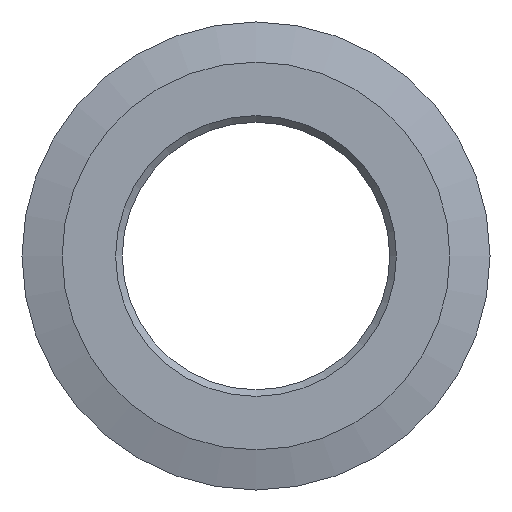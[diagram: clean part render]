
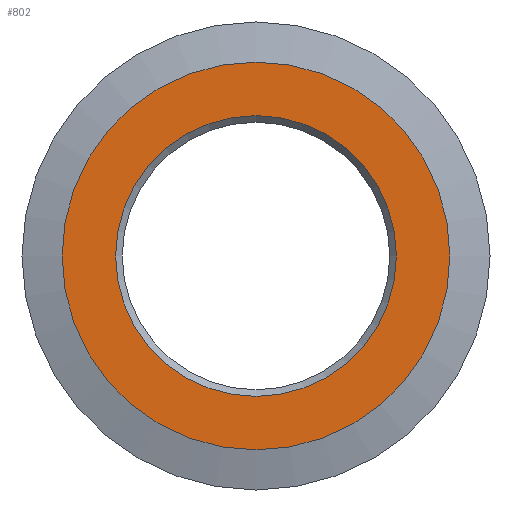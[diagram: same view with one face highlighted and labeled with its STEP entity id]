
A CAD part, front view. The second image highlights one B-rep face of the part: STEP entity #802.
In plain terms, the highlighted planar face has unit normal (0, -1, 0).
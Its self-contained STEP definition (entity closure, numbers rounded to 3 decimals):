
#25=FACE_BOUND('',#90,.T.);
#29=PLANE('',#879);
#49=FACE_OUTER_BOUND('',#89,.T.);
#89=EDGE_LOOP('',(#531,#532));
#90=EDGE_LOOP('',(#533));
#190=CIRCLE('',#878,10.5);
#191=CIRCLE('',#880,14.5);
#192=CIRCLE('',#881,14.5);
#290=VERTEX_POINT('',#1346);
#291=VERTEX_POINT('',#1350);
#292=VERTEX_POINT('',#1351);
#387=EDGE_CURVE('',#290,#290,#190,.T.);
#388=EDGE_CURVE('',#291,#292,#191,.T.);
#389=EDGE_CURVE('',#292,#291,#192,.T.);
#531=ORIENTED_EDGE('',*,*,#388,.T.);
#532=ORIENTED_EDGE('',*,*,#389,.T.);
#533=ORIENTED_EDGE('',*,*,#387,.F.);
#802=ADVANCED_FACE('',(#49,#25),#29,.T.);
#878=AXIS2_PLACEMENT_3D('',#1348,#1051,#1052);
#879=AXIS2_PLACEMENT_3D('',#1349,#1053,#1054);
#880=AXIS2_PLACEMENT_3D('',#1352,#1055,#1056);
#881=AXIS2_PLACEMENT_3D('',#1353,#1057,#1058);
#1051=DIRECTION('center_axis',(0.,-1.,0.));
#1052=DIRECTION('ref_axis',(-1.,0.,0.));
#1053=DIRECTION('center_axis',(0.,-1.,0.));
#1054=DIRECTION('ref_axis',(0.,0.,-1.));
#1055=DIRECTION('center_axis',(0.,-1.,0.));
#1056=DIRECTION('ref_axis',(1.,0.,0.));
#1057=DIRECTION('center_axis',(0.,-1.,0.));
#1058=DIRECTION('ref_axis',(1.,0.,0.));
#1346=CARTESIAN_POINT('',(10.5,0.,0.));
#1348=CARTESIAN_POINT('Origin',(0.,0.,0.));
#1349=CARTESIAN_POINT('Origin',(12.25,0.,0.));
#1350=CARTESIAN_POINT('',(14.5,0.,0.));
#1351=CARTESIAN_POINT('',(-14.5,0.,0.));
#1352=CARTESIAN_POINT('Origin',(0.,0.,0.));
#1353=CARTESIAN_POINT('Origin',(0.,0.,0.));
